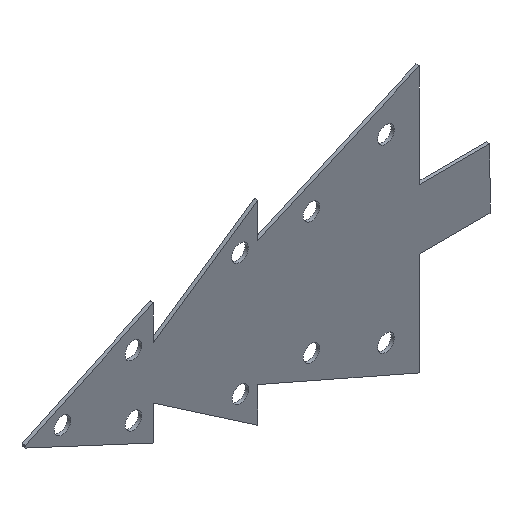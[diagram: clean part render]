
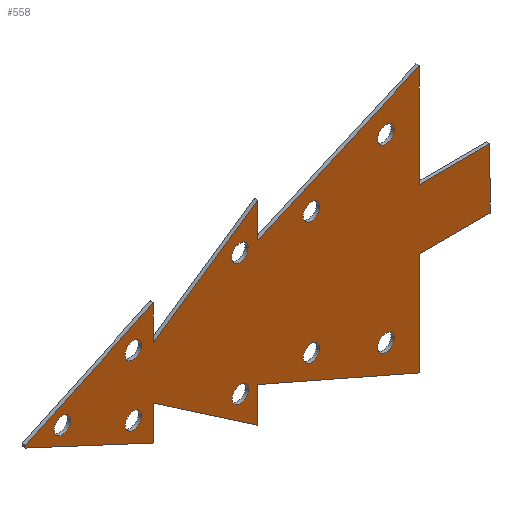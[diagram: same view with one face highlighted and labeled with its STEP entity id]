
A CAD part, isometric view. The second image highlights one B-rep face of the part: STEP entity #558.
In plain terms, the highlighted planar face has unit normal (0, -1, 0).
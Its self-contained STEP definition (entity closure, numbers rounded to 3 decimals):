
#15=LINE('',#802,#66);
#19=LINE('',#810,#70);
#22=LINE('',#816,#73);
#25=LINE('',#822,#76);
#28=LINE('',#828,#79);
#31=LINE('',#834,#82);
#34=LINE('',#840,#85);
#37=LINE('',#846,#88);
#40=LINE('',#852,#91);
#43=LINE('',#858,#94);
#46=LINE('',#864,#97);
#49=LINE('',#870,#100);
#52=LINE('',#876,#103);
#55=LINE('',#882,#106);
#58=LINE('',#888,#109);
#61=LINE('',#894,#112);
#64=LINE('',#899,#115);
#66=VECTOR('',#666,21.294);
#70=VECTOR('',#672,31.004);
#73=VECTOR('',#677,53.157);
#76=VECTOR('',#682,10.609);
#79=VECTOR('',#687,38.048);
#82=VECTOR('',#692,10.419);
#85=VECTOR('',#697,42.583);
#88=VECTOR('',#702,0.658);
#91=VECTOR('',#707,42.583);
#94=VECTOR('',#712,10.419);
#97=VECTOR('',#717,38.048);
#100=VECTOR('',#722,10.609);
#103=VECTOR('',#727,53.157);
#106=VECTOR('',#732,31.004);
#109=VECTOR('',#737,21.315);
#112=VECTOR('',#742,9.082);
#115=VECTOR('',#747,9.082);
#134=PLANE('',#606);
#145=FACE_BOUND('',#227,.T.);
#146=FACE_BOUND('',#228,.T.);
#147=FACE_BOUND('',#229,.T.);
#148=FACE_BOUND('',#230,.T.);
#149=FACE_BOUND('',#231,.T.);
#150=FACE_BOUND('',#232,.T.);
#151=FACE_BOUND('',#233,.T.);
#152=FACE_BOUND('',#234,.T.);
#153=FACE_BOUND('',#235,.T.);
#189=FACE_OUTER_BOUND('',#226,.T.);
#226=EDGE_LOOP('',(#471,#472,#473,#474,#475,#476,#477,#478,#479,#480,#481,
#482,#483,#484,#485,#486,#487));
#227=EDGE_LOOP('',(#488));
#228=EDGE_LOOP('',(#489));
#229=EDGE_LOOP('',(#490));
#230=EDGE_LOOP('',(#491));
#231=EDGE_LOOP('',(#492));
#232=EDGE_LOOP('',(#493));
#233=EDGE_LOOP('',(#494));
#234=EDGE_LOOP('',(#495));
#235=EDGE_LOOP('',(#496));
#247=CIRCLE('',#564,2.5);
#249=CIRCLE('',#567,2.5);
#251=CIRCLE('',#570,2.5);
#253=CIRCLE('',#573,2.5);
#255=CIRCLE('',#576,2.5);
#257=CIRCLE('',#579,2.5);
#259=CIRCLE('',#582,2.5);
#261=CIRCLE('',#585,2.5);
#263=CIRCLE('',#588,2.5);
#265=VERTEX_POINT('',#757);
#267=VERTEX_POINT('',#762);
#269=VERTEX_POINT('',#767);
#271=VERTEX_POINT('',#772);
#273=VERTEX_POINT('',#777);
#275=VERTEX_POINT('',#782);
#277=VERTEX_POINT('',#787);
#279=VERTEX_POINT('',#792);
#281=VERTEX_POINT('',#797);
#282=VERTEX_POINT('',#800);
#283=VERTEX_POINT('',#801);
#286=VERTEX_POINT('',#809);
#288=VERTEX_POINT('',#815);
#290=VERTEX_POINT('',#821);
#292=VERTEX_POINT('',#827);
#294=VERTEX_POINT('',#833);
#296=VERTEX_POINT('',#839);
#298=VERTEX_POINT('',#845);
#300=VERTEX_POINT('',#851);
#302=VERTEX_POINT('',#857);
#304=VERTEX_POINT('',#863);
#306=VERTEX_POINT('',#869);
#308=VERTEX_POINT('',#875);
#310=VERTEX_POINT('',#881);
#312=VERTEX_POINT('',#887);
#314=VERTEX_POINT('',#893);
#317=EDGE_CURVE('',#265,#265,#247,.T.);
#319=EDGE_CURVE('',#267,#267,#249,.T.);
#321=EDGE_CURVE('',#269,#269,#251,.T.);
#323=EDGE_CURVE('',#271,#271,#253,.T.);
#325=EDGE_CURVE('',#273,#273,#255,.T.);
#327=EDGE_CURVE('',#275,#275,#257,.T.);
#329=EDGE_CURVE('',#277,#277,#259,.T.);
#331=EDGE_CURVE('',#279,#279,#261,.T.);
#333=EDGE_CURVE('',#281,#281,#263,.T.);
#334=EDGE_CURVE('',#282,#283,#15,.T.);
#338=EDGE_CURVE('',#283,#286,#19,.T.);
#341=EDGE_CURVE('',#286,#288,#22,.T.);
#344=EDGE_CURVE('',#288,#290,#25,.T.);
#347=EDGE_CURVE('',#290,#292,#28,.T.);
#350=EDGE_CURVE('',#292,#294,#31,.T.);
#353=EDGE_CURVE('',#294,#296,#34,.T.);
#356=EDGE_CURVE('',#296,#298,#37,.T.);
#359=EDGE_CURVE('',#298,#300,#40,.T.);
#362=EDGE_CURVE('',#300,#302,#43,.T.);
#365=EDGE_CURVE('',#302,#304,#46,.T.);
#368=EDGE_CURVE('',#304,#306,#49,.T.);
#371=EDGE_CURVE('',#306,#308,#52,.T.);
#374=EDGE_CURVE('',#308,#310,#55,.T.);
#377=EDGE_CURVE('',#310,#312,#58,.T.);
#380=EDGE_CURVE('',#312,#314,#61,.T.);
#383=EDGE_CURVE('',#314,#282,#64,.T.);
#471=ORIENTED_EDGE('',*,*,#383,.T.);
#472=ORIENTED_EDGE('',*,*,#334,.T.);
#473=ORIENTED_EDGE('',*,*,#338,.T.);
#474=ORIENTED_EDGE('',*,*,#341,.T.);
#475=ORIENTED_EDGE('',*,*,#344,.T.);
#476=ORIENTED_EDGE('',*,*,#347,.T.);
#477=ORIENTED_EDGE('',*,*,#350,.T.);
#478=ORIENTED_EDGE('',*,*,#353,.T.);
#479=ORIENTED_EDGE('',*,*,#356,.T.);
#480=ORIENTED_EDGE('',*,*,#359,.T.);
#481=ORIENTED_EDGE('',*,*,#362,.T.);
#482=ORIENTED_EDGE('',*,*,#365,.T.);
#483=ORIENTED_EDGE('',*,*,#368,.T.);
#484=ORIENTED_EDGE('',*,*,#371,.T.);
#485=ORIENTED_EDGE('',*,*,#374,.T.);
#486=ORIENTED_EDGE('',*,*,#377,.T.);
#487=ORIENTED_EDGE('',*,*,#380,.T.);
#488=ORIENTED_EDGE('',*,*,#317,.T.);
#489=ORIENTED_EDGE('',*,*,#319,.T.);
#490=ORIENTED_EDGE('',*,*,#321,.T.);
#491=ORIENTED_EDGE('',*,*,#323,.T.);
#492=ORIENTED_EDGE('',*,*,#325,.T.);
#493=ORIENTED_EDGE('',*,*,#327,.T.);
#494=ORIENTED_EDGE('',*,*,#329,.T.);
#495=ORIENTED_EDGE('',*,*,#331,.T.);
#496=ORIENTED_EDGE('',*,*,#333,.T.);
#558=ADVANCED_FACE('',(#189,#145,#146,#147,#148,#149,#150,#151,#152,#153),
#134,.F.);
#564=AXIS2_PLACEMENT_3D('',#758,#614,#615);
#567=AXIS2_PLACEMENT_3D('',#763,#620,#621);
#570=AXIS2_PLACEMENT_3D('',#768,#626,#627);
#573=AXIS2_PLACEMENT_3D('',#773,#632,#633);
#576=AXIS2_PLACEMENT_3D('',#778,#638,#639);
#579=AXIS2_PLACEMENT_3D('',#783,#644,#645);
#582=AXIS2_PLACEMENT_3D('',#788,#650,#651);
#585=AXIS2_PLACEMENT_3D('',#793,#656,#657);
#588=AXIS2_PLACEMENT_3D('',#798,#662,#663);
#606=AXIS2_PLACEMENT_3D('',#901,#749,#750);
#614=DIRECTION('center_axis',(0.,1.,0.));
#615=DIRECTION('ref_axis',(1.,0.,0.));
#620=DIRECTION('center_axis',(0.,1.,0.));
#621=DIRECTION('ref_axis',(1.,0.,0.));
#626=DIRECTION('center_axis',(0.,1.,0.));
#627=DIRECTION('ref_axis',(1.,0.,0.));
#632=DIRECTION('center_axis',(0.,1.,0.));
#633=DIRECTION('ref_axis',(1.,0.,0.));
#638=DIRECTION('center_axis',(0.,1.,0.));
#639=DIRECTION('ref_axis',(1.,0.,0.));
#644=DIRECTION('center_axis',(0.,1.,0.));
#645=DIRECTION('ref_axis',(1.,0.,0.));
#650=DIRECTION('center_axis',(0.,1.,0.));
#651=DIRECTION('ref_axis',(1.,0.,0.));
#656=DIRECTION('center_axis',(0.,1.,0.));
#657=DIRECTION('ref_axis',(1.,0.,0.));
#662=DIRECTION('center_axis',(0.,1.,0.));
#663=DIRECTION('ref_axis',(1.,0.,0.));
#666=DIRECTION('',(-1.,0.,-0.003));
#672=DIRECTION('',(0.,0.,1.));
#677=DIRECTION('',(-0.916,0.,-0.401));
#682=DIRECTION('',(0.,0.,1.));
#687=DIRECTION('',(-0.825,0.,-0.565));
#692=DIRECTION('',(0.,0.,1.));
#697=DIRECTION('',(-0.907,0.,-0.422));
#702=DIRECTION('',(0.003,0.,-1.));
#707=DIRECTION('',(0.907,0.,-0.422));
#712=DIRECTION('',(0.,0.,1.));
#717=DIRECTION('',(0.825,0.,-0.565));
#722=DIRECTION('',(0.,0.,1.));
#727=DIRECTION('',(0.916,0.,-0.401));
#732=DIRECTION('',(0.,0.,1.));
#737=DIRECTION('',(1.,0.,0.));
#742=DIRECTION('',(0.,0.,1.));
#747=DIRECTION('',(-0.003,0.,1.));
#749=DIRECTION('center_axis',(0.,1.,0.));
#750=DIRECTION('ref_axis',(0.,0.,1.));
#757=CARTESIAN_POINT('',(95.,0.,-58.219));
#758=CARTESIAN_POINT('Origin',(97.5,0.,-58.219));
#762=CARTESIAN_POINT('',(72.503,0.,-49.678));
#763=CARTESIAN_POINT('Origin',(75.003,0.,-49.678));
#767=CARTESIAN_POINT('',(51.088,0.,-49.678));
#768=CARTESIAN_POINT('Origin',(53.588,0.,-49.678));
#772=CARTESIAN_POINT('',(18.877,0.,-40.48));
#773=CARTESIAN_POINT('Origin',(21.377,0.,-40.48));
#777=CARTESIAN_POINT('',(72.503,0.,-12.733));
#778=CARTESIAN_POINT('Origin',(75.003,0.,-12.733));
#782=CARTESIAN_POINT('',(95.,0.,-3.866));
#783=CARTESIAN_POINT('Origin',(97.5,0.,-3.866));
#787=CARTESIAN_POINT('',(50.994,0.,-12.733));
#788=CARTESIAN_POINT('Origin',(53.494,0.,-12.733));
#792=CARTESIAN_POINT('',(18.83,0.,-22.094));
#793=CARTESIAN_POINT('Origin',(21.33,0.,-22.094));
#797=CARTESIAN_POINT('',(-2.5,0.,-31.014));
#798=CARTESIAN_POINT('Origin',(0.,0.,-31.014));
#800=CARTESIAN_POINT('',(128.793,0.,-21.932));
#801=CARTESIAN_POINT('',(107.5,0.,-21.986));
#802=CARTESIAN_POINT('',(128.793,0.,-21.932));
#809=CARTESIAN_POINT('',(107.5,0.,9.018));
#810=CARTESIAN_POINT('',(107.5,0.,-21.986));
#815=CARTESIAN_POINT('',(58.793,0.,-12.274));
#816=CARTESIAN_POINT('',(107.5,0.,9.018));
#821=CARTESIAN_POINT('',(58.793,0.,-1.665));
#822=CARTESIAN_POINT('',(58.793,0.,-12.274));
#827=CARTESIAN_POINT('',(27.395,0.,-23.154));
#828=CARTESIAN_POINT('',(58.793,0.,-1.665));
#833=CARTESIAN_POINT('',(27.395,0.,-12.735));
#834=CARTESIAN_POINT('',(27.395,0.,-23.154));
#839=CARTESIAN_POINT('',(-11.207,0.,-30.712));
#840=CARTESIAN_POINT('',(27.395,0.,-12.735));
#845=CARTESIAN_POINT('',(-11.205,0.,-31.37));
#846=CARTESIAN_POINT('',(-11.207,0.,-30.712));
#851=CARTESIAN_POINT('',(27.397,0.,-49.348));
#852=CARTESIAN_POINT('',(-11.205,0.,-31.37));
#857=CARTESIAN_POINT('',(27.397,0.,-38.928));
#858=CARTESIAN_POINT('',(27.397,0.,-49.348));
#863=CARTESIAN_POINT('',(58.795,0.,-60.418));
#864=CARTESIAN_POINT('',(27.397,0.,-38.928));
#869=CARTESIAN_POINT('',(58.795,0.,-49.809));
#870=CARTESIAN_POINT('',(58.795,0.,-60.418));
#875=CARTESIAN_POINT('',(107.501,0.,-71.101));
#876=CARTESIAN_POINT('',(58.795,0.,-49.809));
#881=CARTESIAN_POINT('',(107.501,0.,-40.096));
#882=CARTESIAN_POINT('',(107.501,0.,-71.101));
#887=CARTESIAN_POINT('',(128.816,0.,-40.096));
#888=CARTESIAN_POINT('',(107.501,0.,-40.096));
#893=CARTESIAN_POINT('',(128.816,0.,-31.014));
#894=CARTESIAN_POINT('',(128.816,0.,-40.096));
#899=CARTESIAN_POINT('',(128.816,0.,-31.014));
#901=CARTESIAN_POINT('Origin',(66.177,0.,-31.039));
